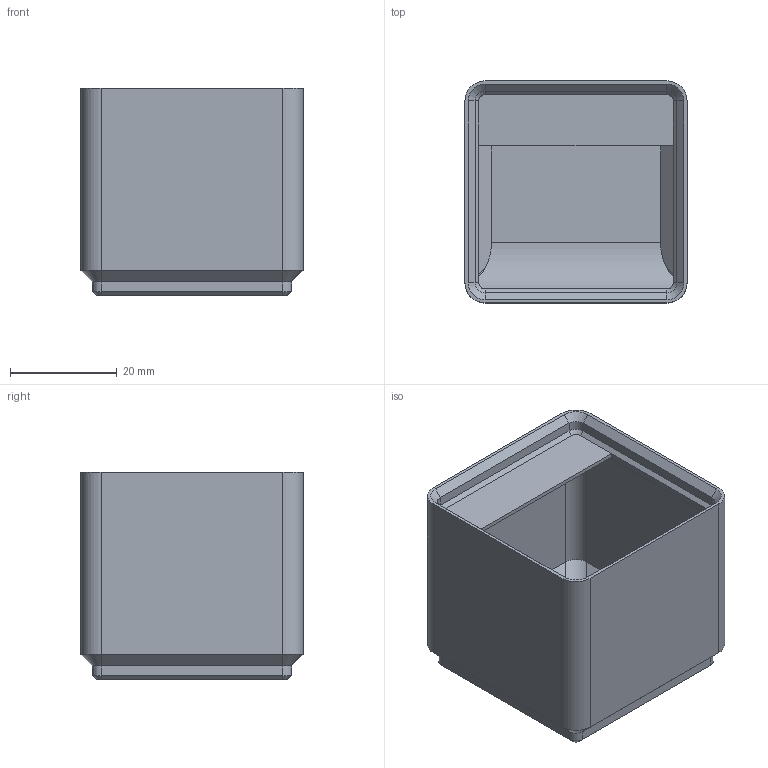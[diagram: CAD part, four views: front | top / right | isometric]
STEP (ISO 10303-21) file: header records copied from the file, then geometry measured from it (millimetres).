
FILE_DESCRIPTION(/* description */ (''),/* implementation_level */ '2;1');
FILE_NAME(/* name */ 'GF_Bin_1x1_5u_label_nomag_01.stp',/* time_stamp */ (''),/* author */ (''),/* organization */ (''),/* preprocessor_version */ (''),/* originating_system */ (''),/* authorisation */ ('');
FILE_SCHEMA (('AUTOMOTIVE_DESIGN { 1 0 10303 214 3 1 1 1 }'));
Length unit declared in the file: millimetre
Products named in the file (1): GF_Bin_1x1_5u_label_nomag_01
Bounding box: 41.5 x 41.5 x 38.8 mm (x, y, z)
Volume: 11847.8 mm3; surface area: 15118.3 mm2
Topology: 1 solids, 1 shells, 87 faces, 200 edges, 116 vertices
Faces by surface type: plane 46, cylinder 23, cone 18
Entity records: 2496 total; most frequent: CARTESIAN_POINT 504, DIRECTION 420, ORIENTED_EDGE 400, EDGE_CURVE 200, AXIS2_PLACEMENT_3D 142, LINE 136, VECTOR 136, VERTEX_POINT 116
